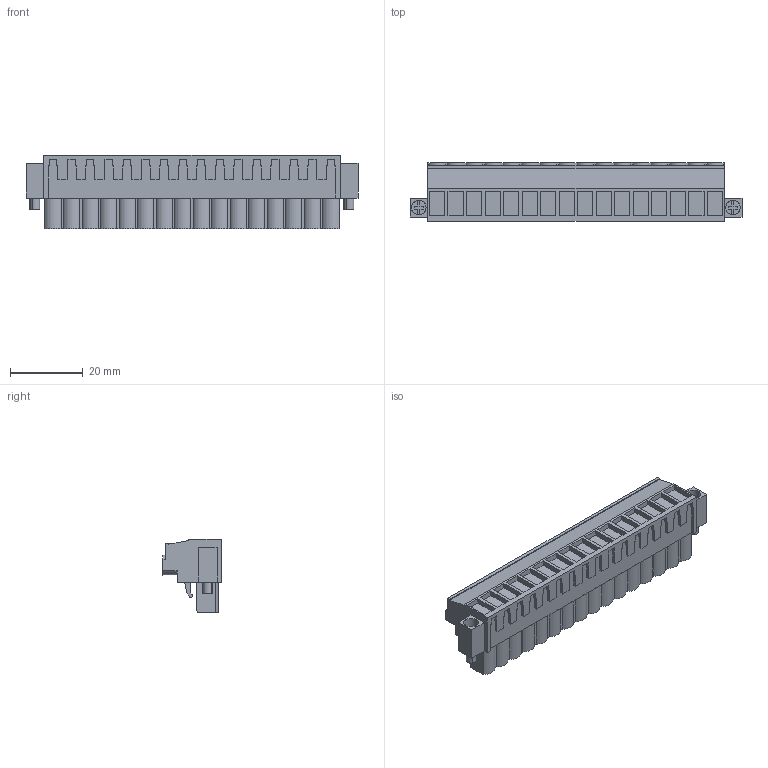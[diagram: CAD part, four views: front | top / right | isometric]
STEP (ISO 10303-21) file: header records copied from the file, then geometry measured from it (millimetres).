
FILE_DESCRIPTION(('CATIA V5 STEP','CAx-IF Rec.Pracs.--- Model Styling and Organization---1.2---2011-12-15'),'2;1');
FILE_NAME ('D1459925_0_1944230000_1944230000.stp','2017-05-22T10:00:00+00:00',('none'),('Weidmueller'),'CATIA Version 5-6 Release 2014','CATIA V5 STEP AP214','none');
FILE_SCHEMA(('AUTOMOTIVE_DESIGN { 1 0 10303 214 1 1 1 1 }'));
Length unit declared in the file: millimetre
Products named in the file (1): 1944230000
Bounding box: 91.08 x 16.1 x 20.05 mm (x, y, z)
Volume: 15528.6 mm3; surface area: 10203.5 mm2
Topology: 19 solids, 19 shells, 1124 faces, 3165 edges, 2148 vertices
Faces by surface type: plane 956, cylinder 168
Entity records: 33240 total; most frequent: ORIENTED_EDGE 6330, CARTESIAN_POINT 5950, DIRECTION 4437, EDGE_CURVE 3165, VECTOR 2757, LINE 2757, VERTEX_POINT 2148, EDGE_LOOP 1197
